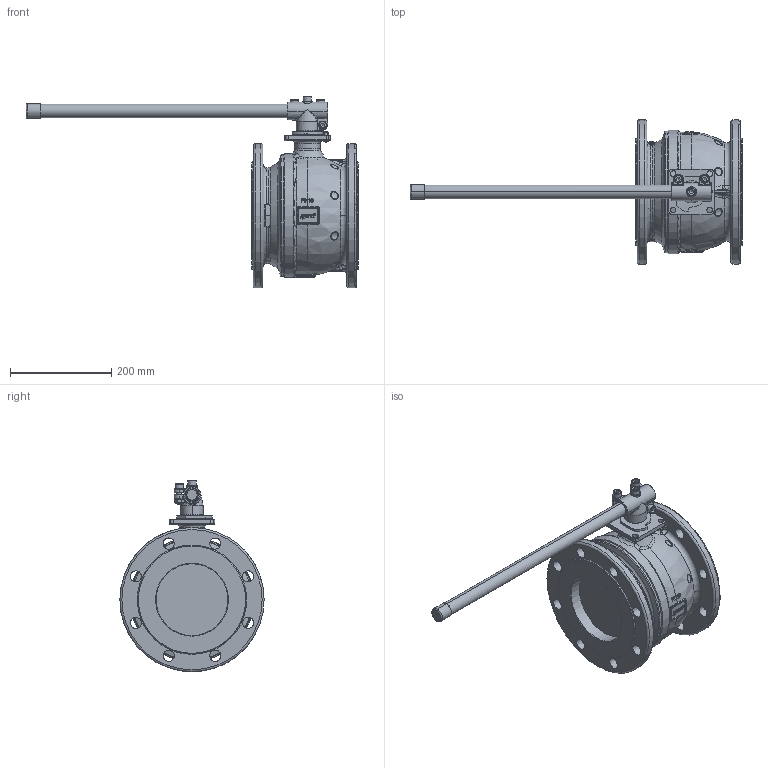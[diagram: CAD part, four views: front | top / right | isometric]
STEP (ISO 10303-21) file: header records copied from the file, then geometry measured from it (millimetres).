
FILE_DESCRIPTION(('HOOPS Exchange Step'),'2;1');
FILE_NAME('FK0100_DN150_PN16.stp','2025-07-17T15:32:32+02:00',('nieru'),('Unknown organisation'),'HOOPS Exchange 2024.2','HOOPS Exchange','Unknown authorisation');
FILE_SCHEMA( ('AP203_CONFIGURATION_CONTROLLED_3D_DESIGN_OF_MECHANICAL_PARTS_AND_ASSEMBLIES_MIM_LF') );
Length unit declared in the file: millimetre
Products named in the file (2): 0; root
Assembly tree (1 placements, depth 2):
  root
    0
Bounding box: 656 x 285 x 378.5 mm (x, y, z)
Volume: 8791975.3 mm3; surface area: 533358.9 mm2
Topology: 2 solids, 2 shells, 1176 faces, 3330 edges, 2187 vertices
Faces by surface type: bspline 351, plane 351, cylinder 279, torus 109, cone 49, sphere 37
Full cylindrical faces by diameter (mm): 10 x8, 11 x11, 16 x4, 20 x1, 22 x16, 34.95 x1, 50 x1, 142 x2, 212 x2, 240 x1, 244 x1, 285 x2
Entity records: 60072 total; most frequent: CARTESIAN_POINT 32324, ORIENTED_EDGE 6620, DIRECTION 4648, EDGE_CURVE 3310, VERTEX_POINT 2187, AXIS2_PLACEMENT_3D 1783, EDGE_LOOP 1301, FACE_BOUND 1301
